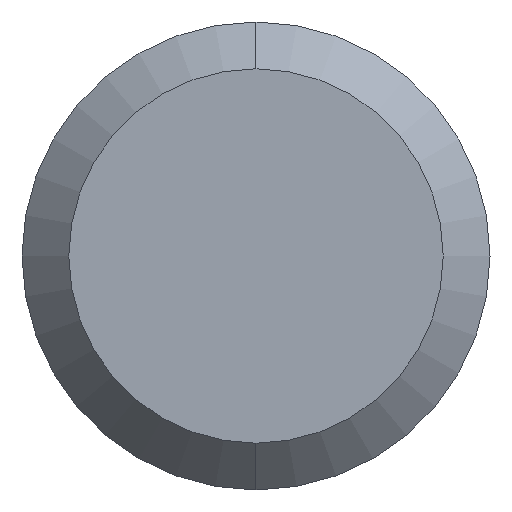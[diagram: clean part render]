
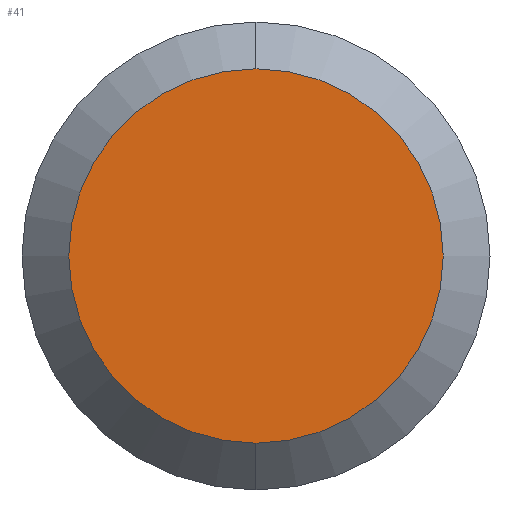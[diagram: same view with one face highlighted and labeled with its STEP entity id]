
A CAD part, left-side view. The second image highlights one B-rep face of the part: STEP entity #41.
In plain terms, the highlighted planar face has unit normal (-1, 0, 0).
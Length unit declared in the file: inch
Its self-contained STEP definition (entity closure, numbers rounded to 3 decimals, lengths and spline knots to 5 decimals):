
#41 = ADVANCED_FACE ( 'NONE', ( #169 ), #168, .F. ) ;
#42 = EDGE_LOOP ( 'NONE', ( #43, #79 ) ) ;
#43 = ORIENTED_EDGE ( 'NONE', *, *, #44, .T. ) ;
#44 = EDGE_CURVE ( 'NONE', #69, #95, #166, .T. ) ;
#69 = VERTEX_POINT ( 'NONE', #200 ) ;
#79 = ORIENTED_EDGE ( 'NONE', *, *, #94, .T. ) ;
#94 = EDGE_CURVE ( 'NONE', #95, #69, #108, .T. ) ;
#95 = VERTEX_POINT ( 'NONE', #103 ) ;
#103 = CARTESIAN_POINT ( 'NONE',  ( -8., 0., 0.1 ) ) ;
#104 = DIRECTION ( 'NONE',  ( 0., 0., -1. ) ) ;
#105 = DIRECTION ( 'NONE',  ( -1., 0., 0. ) ) ;
#106 = CARTESIAN_POINT ( 'NONE',  ( -8., 0., 0. ) ) ;
#107 = AXIS2_PLACEMENT_3D ( 'NONE', #106, #105, #104 ) ;
#108 = CIRCLE ( 'NONE', #107, 0.1 ) ;
#163 = DIRECTION ( 'NONE',  ( 0., 0., -1. ) ) ;
#164 = DIRECTION ( 'NONE',  ( 1., 0., 0. ) ) ;
#165 = CARTESIAN_POINT ( 'NONE',  ( -8., 0., 0. ) ) ;
#166 = CIRCLE ( 'NONE', #207, 0.1 ) ;
#167 = AXIS2_PLACEMENT_3D ( 'NONE', #165, #164, #163 ) ;
#168 = PLANE ( 'NONE',  #167 ) ;
#169 = FACE_OUTER_BOUND ( 'NONE', #42, .T. ) ;
#200 = CARTESIAN_POINT ( 'NONE',  ( -8., 0., -0.1 ) ) ;
#204 = DIRECTION ( 'NONE',  ( 0., 0., -1. ) ) ;
#205 = DIRECTION ( 'NONE',  ( -1., 0., 0. ) ) ;
#206 = CARTESIAN_POINT ( 'NONE',  ( -8., 0., 0. ) ) ;
#207 = AXIS2_PLACEMENT_3D ( 'NONE', #206, #205, #204 ) ;
